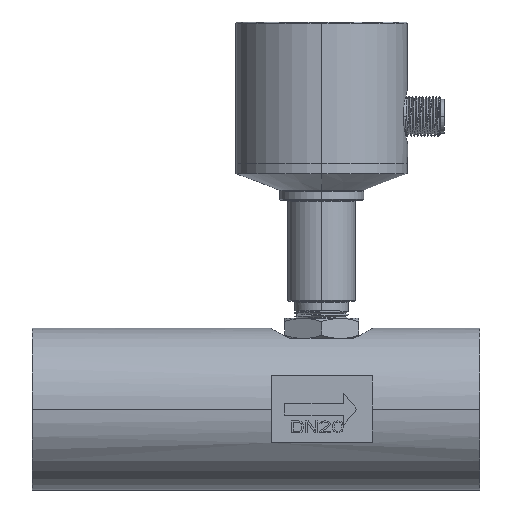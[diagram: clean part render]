
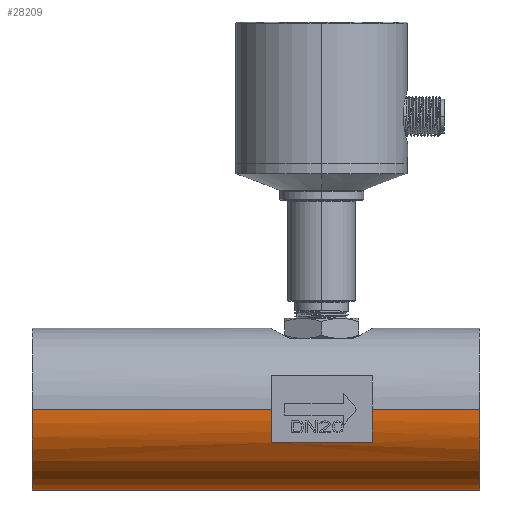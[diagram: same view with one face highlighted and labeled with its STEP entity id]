
A CAD part, left-side view. The second image highlights one B-rep face of the part: STEP entity #28209.
In plain terms, the highlighted cylindrical face has radius 24 mm (diameter 48 mm), a partial arc.
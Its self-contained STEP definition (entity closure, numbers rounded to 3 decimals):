
#1458 = VERTEX_POINT ( 'NONE', #9379 ) ;
#1470 = LINE ( 'NONE', #31996, #8641 ) ;
#1841 = EDGE_CURVE ( 'NONE', #25147, #2622, #21040, .T. ) ;
#2094 = DIRECTION ( 'NONE',  ( 1., 0., 0. ) ) ;
#2622 = VERTEX_POINT ( 'NONE', #25227 ) ;
#3113 = CARTESIAN_POINT ( 'NONE',  ( 101., 24., 0. ) ) ;
#3863 = VECTOR ( 'NONE', #14904, 1000. ) ;
#4582 = VECTOR ( 'NONE', #21148, 1000. ) ;
#4662 = ORIENTED_EDGE ( 'NONE', *, *, #27995, .T. ) ;
#5224 = CARTESIAN_POINT ( 'NONE',  ( 133., 0., 0. ) ) ;
#5287 = CARTESIAN_POINT ( 'NONE',  ( 71., 24., 0. ) ) ;
#5784 = CIRCLE ( 'NONE', #16868, 24. ) ;
#5856 = CYLINDRICAL_SURFACE ( 'NONE', #32609, 24. ) ;
#6094 = AXIS2_PLACEMENT_3D ( 'NONE', #18278, #33457, #21103 ) ;
#6947 = VERTEX_POINT ( 'NONE', #39712 ) ;
#7240 = LINE ( 'NONE', #26690, #27826 ) ;
#7372 = AXIS2_PLACEMENT_3D ( 'NONE', #5224, #29592, #32951 ) ;
#7441 = DIRECTION ( 'NONE',  ( 1., 0., 0. ) ) ;
#7490 = DIRECTION ( 'NONE',  ( 1., 0., 0. ) ) ;
#8496 = CARTESIAN_POINT ( 'NONE',  ( 101., -24., 0. ) ) ;
#8641 = VECTOR ( 'NONE', #24489, 1000. ) ;
#9379 = CARTESIAN_POINT ( 'NONE',  ( 133., 24., 0. ) ) ;
#10002 = VERTEX_POINT ( 'NONE', #15535 ) ;
#10564 = DIRECTION ( 'NONE',  ( 0., 1., 0. ) ) ;
#11933 = CARTESIAN_POINT ( 'NONE',  ( 101., -21.817, 10. ) ) ;
#12313 = EDGE_CURVE ( 'NONE', #37786, #6947, #7240, .T. ) ;
#12317 = VERTEX_POINT ( 'NONE', #29242 ) ;
#12558 = CIRCLE ( 'NONE', #21550, 24. ) ;
#12626 = DIRECTION ( 'NONE',  ( 0., 0.909, 0.417 ) ) ;
#12918 = ORIENTED_EDGE ( 'NONE', *, *, #25146, .F. ) ;
#13360 = CARTESIAN_POINT ( 'NONE',  ( 101., 21.817, 10. ) ) ;
#13679 = VERTEX_POINT ( 'NONE', #38249 ) ;
#14904 = DIRECTION ( 'NONE',  ( 1., 0., 0. ) ) ;
#15535 = CARTESIAN_POINT ( 'NONE',  ( 133., -24., 0. ) ) ;
#15702 = ORIENTED_EDGE ( 'NONE', *, *, #24022, .T. ) ;
#15854 = CARTESIAN_POINT ( 'NONE',  ( 0., 0., 0. ) ) ;
#16000 = CIRCLE ( 'NONE', #33268, 24. ) ;
#16222 = VERTEX_POINT ( 'NONE', #5287 ) ;
#16868 = AXIS2_PLACEMENT_3D ( 'NONE', #25836, #7490, #10564 ) ;
#16920 = DIRECTION ( 'NONE',  ( 0., -0.909, 0.417 ) ) ;
#17156 = ORIENTED_EDGE ( 'NONE', *, *, #27091, .F. ) ;
#17860 = EDGE_CURVE ( 'NONE', #6947, #2622, #38090, .T. ) ;
#18278 = CARTESIAN_POINT ( 'NONE',  ( 71., 0., 0. ) ) ;
#19598 = CARTESIAN_POINT ( 'NONE',  ( -6.65, 0., 0. ) ) ;
#19761 = VECTOR ( 'NONE', #24881, 1000. ) ;
#21040 = LINE ( 'NONE', #24603, #37825 ) ;
#21103 = DIRECTION ( 'NONE',  ( 0., -1., 0. ) ) ;
#21148 = DIRECTION ( 'NONE',  ( 1., 0., 0. ) ) ;
#21366 = ORIENTED_EDGE ( 'NONE', *, *, #38771, .T. ) ;
#21550 = AXIS2_PLACEMENT_3D ( 'NONE', #15854, #21632, #28190 ) ;
#21590 = DIRECTION ( 'NONE',  ( -1., 0., 0. ) ) ;
#21632 = DIRECTION ( 'NONE',  ( 1., 0., 0. ) ) ;
#22037 = EDGE_LOOP ( 'NONE', ( #30935, #36065, #34096, #15702, #12918, #21366, #35297, #29216, #17156, #4662, #37385, #38304 ) ) ;
#23103 = CARTESIAN_POINT ( 'NONE',  ( 101., 0., 0. ) ) ;
#24022 = EDGE_CURVE ( 'NONE', #10002, #1458, #24742, .T. ) ;
#24358 = DIRECTION ( 'NONE',  ( -1., 0., 0. ) ) ;
#24489 = DIRECTION ( 'NONE',  ( 1., 0., 0. ) ) ;
#24603 = CARTESIAN_POINT ( 'NONE',  ( 101., -21.817, 10. ) ) ;
#24742 = CIRCLE ( 'NONE', #7372, 24. ) ;
#24881 = DIRECTION ( 'NONE',  ( 1., 0., 0. ) ) ;
#25146 = EDGE_CURVE ( 'NONE', #12317, #1458, #28022, .T. ) ;
#25147 = VERTEX_POINT ( 'NONE', #11933 ) ;
#25227 = CARTESIAN_POINT ( 'NONE',  ( 71., -21.817, 10. ) ) ;
#25472 = VERTEX_POINT ( 'NONE', #13360 ) ;
#25836 = CARTESIAN_POINT ( 'NONE',  ( 101., 0., 0. ) ) ;
#26303 = DIRECTION ( 'NONE',  ( 1., 0., 0. ) ) ;
#26690 = CARTESIAN_POINT ( 'NONE',  ( 0., -24., 0. ) ) ;
#27091 = EDGE_CURVE ( 'NONE', #38225, #16222, #30830, .T. ) ;
#27376 = CARTESIAN_POINT ( 'NONE',  ( 101., -24., 0. ) ) ;
#27502 = VERTEX_POINT ( 'NONE', #27376 ) ;
#27826 = VECTOR ( 'NONE', #26303, 1000. ) ;
#27995 = EDGE_CURVE ( 'NONE', #38225, #37786, #12558, .T. ) ;
#28011 = CARTESIAN_POINT ( 'NONE',  ( 71., 0., 0. ) ) ;
#28022 = LINE ( 'NONE', #3113, #4582 ) ;
#28190 = DIRECTION ( 'NONE',  ( 0., 1., 0. ) ) ;
#28209 = ADVANCED_FACE ( 'NONE', ( #35564 ), #5856, .T. ) ;
#28235 = EDGE_CURVE ( 'NONE', #25147, #27502, #36534, .T. ) ;
#28470 = AXIS2_PLACEMENT_3D ( 'NONE', #23103, #2094, #16920 ) ;
#28847 = DIRECTION ( 'NONE',  ( 0., -1., 0. ) ) ;
#29216 = ORIENTED_EDGE ( 'NONE', *, *, #34835, .T. ) ;
#29242 = CARTESIAN_POINT ( 'NONE',  ( 101., 24., 0. ) ) ;
#29592 = DIRECTION ( 'NONE',  ( -1., 0., 0. ) ) ;
#30015 = EDGE_CURVE ( 'NONE', #27502, #10002, #33052, .T. ) ;
#30647 = CARTESIAN_POINT ( 'NONE',  ( 0., 24., 0. ) ) ;
#30830 = LINE ( 'NONE', #30647, #19761 ) ;
#30935 = ORIENTED_EDGE ( 'NONE', *, *, #1841, .F. ) ;
#31377 = CARTESIAN_POINT ( 'NONE',  ( 0., -24., 0. ) ) ;
#31996 = CARTESIAN_POINT ( 'NONE',  ( 71., 21.817, 10. ) ) ;
#32609 = AXIS2_PLACEMENT_3D ( 'NONE', #19598, #7441, #28847 ) ;
#32951 = DIRECTION ( 'NONE',  ( 0., -1., 0. ) ) ;
#33052 = LINE ( 'NONE', #8496, #3863 ) ;
#33268 = AXIS2_PLACEMENT_3D ( 'NONE', #28011, #21590, #12626 ) ;
#33457 = DIRECTION ( 'NONE',  ( -1., 0., 0. ) ) ;
#34096 = ORIENTED_EDGE ( 'NONE', *, *, #30015, .T. ) ;
#34835 = EDGE_CURVE ( 'NONE', #13679, #16222, #16000, .T. ) ;
#35297 = ORIENTED_EDGE ( 'NONE', *, *, #38801, .F. ) ;
#35564 = FACE_OUTER_BOUND ( 'NONE', #22037, .T. ) ;
#36065 = ORIENTED_EDGE ( 'NONE', *, *, #28235, .T. ) ;
#36534 = CIRCLE ( 'NONE', #28470, 24. ) ;
#37385 = ORIENTED_EDGE ( 'NONE', *, *, #12313, .T. ) ;
#37786 = VERTEX_POINT ( 'NONE', #31377 ) ;
#37825 = VECTOR ( 'NONE', #24358, 1000. ) ;
#38090 = CIRCLE ( 'NONE', #6094, 24. ) ;
#38225 = VERTEX_POINT ( 'NONE', #39154 ) ;
#38249 = CARTESIAN_POINT ( 'NONE',  ( 71., 21.817, 10. ) ) ;
#38304 = ORIENTED_EDGE ( 'NONE', *, *, #17860, .T. ) ;
#38771 = EDGE_CURVE ( 'NONE', #12317, #25472, #5784, .T. ) ;
#38801 = EDGE_CURVE ( 'NONE', #13679, #25472, #1470, .T. ) ;
#39154 = CARTESIAN_POINT ( 'NONE',  ( 0., 24., 0. ) ) ;
#39712 = CARTESIAN_POINT ( 'NONE',  ( 71., -24., 0. ) ) ;
